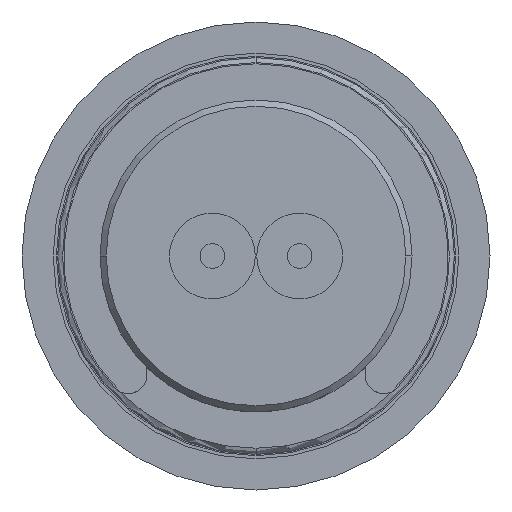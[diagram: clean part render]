
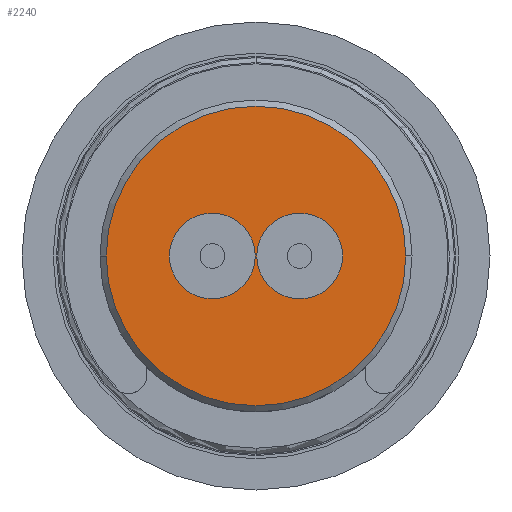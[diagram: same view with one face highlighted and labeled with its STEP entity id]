
A CAD part, front view. The second image highlights one B-rep face of the part: STEP entity #2240.
In plain terms, the highlighted planar face has unit normal (0, -1, 0).
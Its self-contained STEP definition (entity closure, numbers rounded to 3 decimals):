
#369 = EDGE_CURVE ( 'NONE', #7357, #4867, #1003, .T. ) ;
#502 = EDGE_LOOP ( 'NONE', ( #7580, #1038 ) ) ;
#529 = CARTESIAN_POINT ( 'NONE',  ( 0.7, -21., 0. ) ) ;
#798 = DIRECTION ( 'NONE',  ( 0., -1., 0. ) ) ;
#1003 = CIRCLE ( 'NONE', #6776, 2.4 ) ;
#1038 = ORIENTED_EDGE ( 'NONE', *, *, #3514, .F. ) ;
#1349 = DIRECTION ( 'NONE',  ( -1., 0., 0. ) ) ;
#1509 = DIRECTION ( 'NONE',  ( 0., -1., 0. ) ) ;
#1930 = EDGE_CURVE ( 'NONE', #4867, #7357, #6726, .T. ) ;
#1938 = CARTESIAN_POINT ( 'NONE',  ( 0.7, -21., -0.687 ) ) ;
#1968 = DIRECTION ( 'NONE',  ( -1., 0., 0. ) ) ;
#2021 = EDGE_LOOP ( 'NONE', ( #7816, #5404 ) ) ;
#2111 = VERTEX_POINT ( 'NONE', #3730 ) ;
#2145 = EDGE_CURVE ( 'NONE', #2111, #4876, #8038, .T. ) ;
#2240 = ADVANCED_FACE ( 'Defeature ausgef�hrt2_10', ( #5302, #6752, #8215 ), #5397, .F. ) ;
#2258 = DIRECTION ( 'NONE',  ( 0., -1., 0. ) ) ;
#2401 = AXIS2_PLACEMENT_3D ( 'NONE', #5815, #6616, #8033 ) ;
#2463 = CIRCLE ( 'NONE', #4475, 0.687 ) ;
#2515 = ORIENTED_EDGE ( 'NONE', *, *, #5111, .F. ) ;
#2541 = AXIS2_PLACEMENT_3D ( 'NONE', #7728, #798, #7636 ) ;
#2634 = CARTESIAN_POINT ( 'NONE',  ( -0.7, -21., -0.688 ) ) ;
#3180 = VERTEX_POINT ( 'NONE', #3661 ) ;
#3514 = EDGE_CURVE ( 'NONE', #3557, #3180, #3892, .T. ) ;
#3557 = VERTEX_POINT ( 'NONE', #1938 ) ;
#3661 = CARTESIAN_POINT ( 'NONE',  ( 0.7, -21., 0.687 ) ) ;
#3730 = CARTESIAN_POINT ( 'NONE',  ( -0.7, -21., 0.688 ) ) ;
#3892 = CIRCLE ( 'NONE', #5052, 0.687 ) ;
#4445 = ORIENTED_EDGE ( 'NONE', *, *, #2145, .F. ) ;
#4475 = AXIS2_PLACEMENT_3D ( 'NONE', #7733, #2258, #5733 ) ;
#4706 = AXIS2_PLACEMENT_3D ( 'NONE', #6027, #6803, #1968 ) ;
#4822 = DIRECTION ( 'NONE',  ( 0., -1., 0. ) ) ;
#4867 = VERTEX_POINT ( 'NONE', #6840 ) ;
#4876 = VERTEX_POINT ( 'NONE', #2634 ) ;
#5050 = DIRECTION ( 'NONE',  ( -1., 0., 0. ) ) ;
#5052 = AXIS2_PLACEMENT_3D ( 'NONE', #529, #4822, #1349 ) ;
#5066 = EDGE_CURVE ( 'NONE', #3180, #3557, #2463, .T. ) ;
#5111 = EDGE_CURVE ( 'NONE', #4876, #2111, #6363, .T. ) ;
#5302 = FACE_BOUND ( 'NONE', #502, .T. ) ;
#5397 = PLANE ( 'NONE',  #4706 ) ;
#5404 = ORIENTED_EDGE ( 'NONE', *, *, #1930, .T. ) ;
#5617 = CARTESIAN_POINT ( 'NONE',  ( 0., -21., 0. ) ) ;
#5645 = AXIS2_PLACEMENT_3D ( 'NONE', #7005, #8921, #5050 ) ;
#5712 = DIRECTION ( 'NONE',  ( -1., 0., 0. ) ) ;
#5733 = DIRECTION ( 'NONE',  ( -1., 0., 0. ) ) ;
#5778 = EDGE_LOOP ( 'NONE', ( #4445, #2515 ) ) ;
#5815 = CARTESIAN_POINT ( 'NONE',  ( -0.7, -21., 0. ) ) ;
#6027 = CARTESIAN_POINT ( 'NONE',  ( 2.5, -21., 0. ) ) ;
#6363 = CIRCLE ( 'NONE', #5645, 0.687 ) ;
#6616 = DIRECTION ( 'NONE',  ( 0., -1., 0. ) ) ;
#6726 = CIRCLE ( 'NONE', #2541, 2.4 ) ;
#6752 = FACE_BOUND ( 'NONE', #5778, .T. ) ;
#6776 = AXIS2_PLACEMENT_3D ( 'NONE', #5617, #1509, #5712 ) ;
#6803 = DIRECTION ( 'NONE',  ( 0., 1., 0. ) ) ;
#6840 = CARTESIAN_POINT ( 'NONE',  ( 2.4, -21., 0. ) ) ;
#7005 = CARTESIAN_POINT ( 'NONE',  ( -0.7, -21., 0. ) ) ;
#7357 = VERTEX_POINT ( 'NONE', #8817 ) ;
#7580 = ORIENTED_EDGE ( 'NONE', *, *, #5066, .F. ) ;
#7636 = DIRECTION ( 'NONE',  ( -1., 0., 0. ) ) ;
#7728 = CARTESIAN_POINT ( 'NONE',  ( 0., -21., 0. ) ) ;
#7733 = CARTESIAN_POINT ( 'NONE',  ( 0.7, -21., 0. ) ) ;
#7816 = ORIENTED_EDGE ( 'NONE', *, *, #369, .T. ) ;
#8033 = DIRECTION ( 'NONE',  ( -1., 0., 0. ) ) ;
#8038 = CIRCLE ( 'NONE', #2401, 0.687 ) ;
#8215 = FACE_OUTER_BOUND ( 'NONE', #2021, .T. ) ;
#8817 = CARTESIAN_POINT ( 'NONE',  ( -2.4, -21., 0. ) ) ;
#8921 = DIRECTION ( 'NONE',  ( 0., -1., 0. ) ) ;
